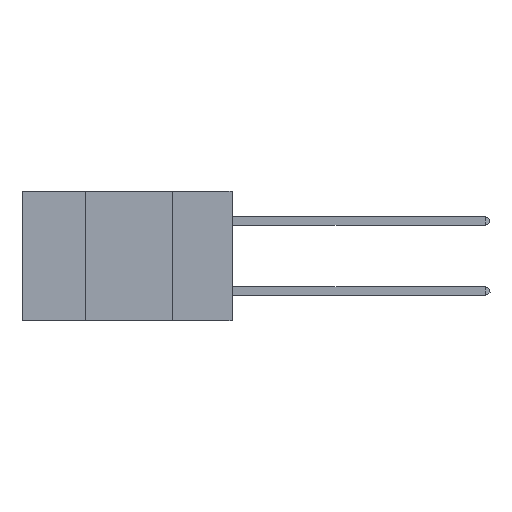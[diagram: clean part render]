
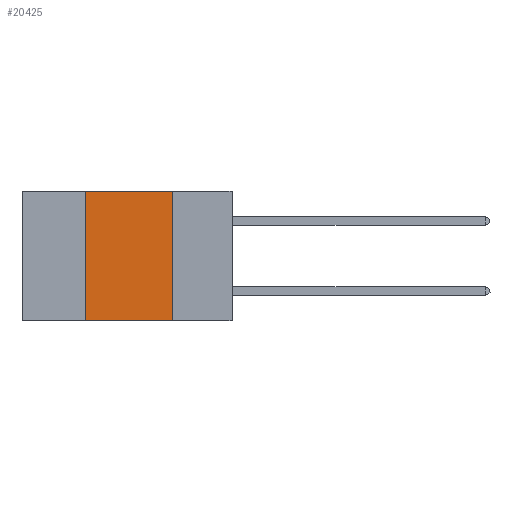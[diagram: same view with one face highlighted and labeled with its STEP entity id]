
A CAD part, left-side view. The second image highlights one B-rep face of the part: STEP entity #20425.
In plain terms, the highlighted planar face has unit normal (-1, 0, 0).
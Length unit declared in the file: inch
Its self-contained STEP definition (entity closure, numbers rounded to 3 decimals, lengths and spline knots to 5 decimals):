
#240 = DIRECTION ( 'NONE',  ( 0., 0., -1. ) ) ;
#716 = VERTEX_POINT ( 'NONE', #23381 ) ;
#1354 = LINE ( 'NONE', #7355, #3709 ) ;
#1748 = CARTESIAN_POINT ( 'NONE',  ( 0., 0.42, 0. ) ) ;
#2236 = CARTESIAN_POINT ( 'NONE',  ( 0., 0.6, 0. ) ) ;
#3055 = VECTOR ( 'NONE', #19427, 39.37008 ) ;
#3171 = CARTESIAN_POINT ( 'NONE',  ( 0., 0.6, 0. ) ) ;
#3709 = VECTOR ( 'NONE', #21359, 39.37008 ) ;
#5338 = DIRECTION ( 'NONE',  ( 1., 0., 0. ) ) ;
#6815 = ORIENTED_EDGE ( 'NONE', *, *, #15999, .F. ) ;
#6918 = LINE ( 'NONE', #3171, #34288 ) ;
#7355 = CARTESIAN_POINT ( 'NONE',  ( 0., 0.6, -0.37 ) ) ;
#7958 = CARTESIAN_POINT ( 'NONE',  ( 0., 0.17, 0. ) ) ;
#8318 = LINE ( 'NONE', #7958, #3055 ) ;
#9010 = AXIS2_PLACEMENT_3D ( 'NONE', #2236, #5338, #240 ) ;
#9383 = CARTESIAN_POINT ( 'NONE',  ( 0., 0.42, 0. ) ) ;
#10479 = ORIENTED_EDGE ( 'NONE', *, *, #27928, .T. ) ;
#11173 = PLANE ( 'NONE',  #9010 ) ;
#11571 = ORIENTED_EDGE ( 'NONE', *, *, #26573, .F. ) ;
#11766 = VECTOR ( 'NONE', #27037, 39.37008 ) ;
#11778 = CARTESIAN_POINT ( 'NONE',  ( 0., 0.42, -0.37 ) ) ;
#13079 = VERTEX_POINT ( 'NONE', #9383 ) ;
#14382 = ORIENTED_EDGE ( 'NONE', *, *, #33131, .F. ) ;
#15999 = EDGE_CURVE ( 'NONE', #32711, #13079, #33018, .T. ) ;
#19427 = DIRECTION ( 'NONE',  ( 0., 0., -1. ) ) ;
#19732 = DIRECTION ( 'NONE',  ( 0., -1., 0. ) ) ;
#20425 = ADVANCED_FACE ( 'NONE', ( #21730 ), #11173, .F. ) ;
#21359 = DIRECTION ( 'NONE',  ( 0., -1., 0. ) ) ;
#21730 = FACE_OUTER_BOUND ( 'NONE', #22344, .T. ) ;
#22344 = EDGE_LOOP ( 'NONE', ( #11571, #14382, #6815, #10479 ) ) ;
#23381 = CARTESIAN_POINT ( 'NONE',  ( 0., 0.17, 0. ) ) ;
#26573 = EDGE_CURVE ( 'NONE', #716, #29155, #8318, .T. ) ;
#27037 = DIRECTION ( 'NONE',  ( 0., 0., 1. ) ) ;
#27928 = EDGE_CURVE ( 'NONE', #32711, #29155, #1354, .T. ) ;
#29155 = VERTEX_POINT ( 'NONE', #34293 ) ;
#32711 = VERTEX_POINT ( 'NONE', #11778 ) ;
#33018 = LINE ( 'NONE', #1748, #11766 ) ;
#33131 = EDGE_CURVE ( 'NONE', #13079, #716, #6918, .T. ) ;
#34288 = VECTOR ( 'NONE', #19732, 39.37008 ) ;
#34293 = CARTESIAN_POINT ( 'NONE',  ( 0., 0.17, -0.37 ) ) ;
